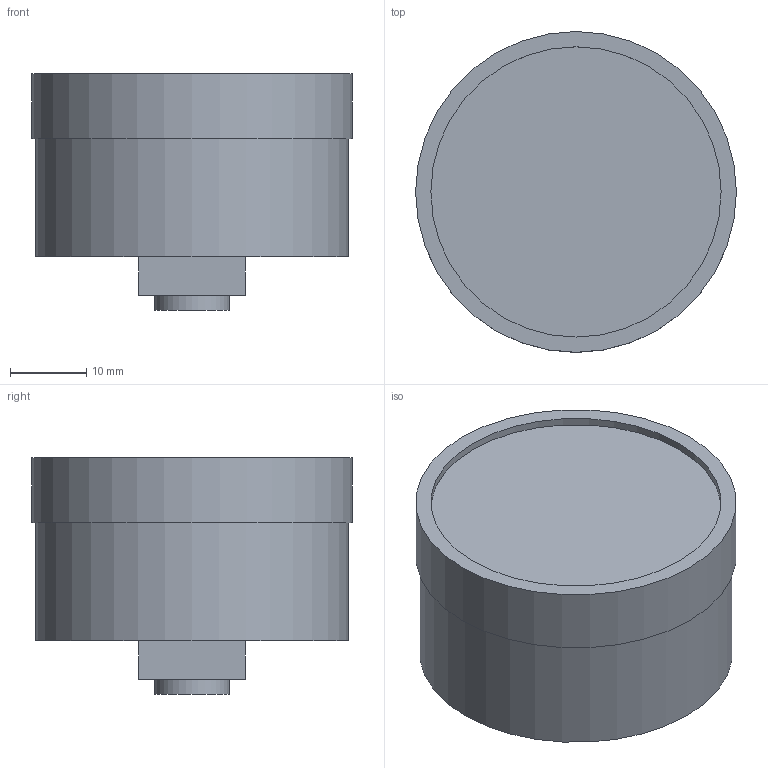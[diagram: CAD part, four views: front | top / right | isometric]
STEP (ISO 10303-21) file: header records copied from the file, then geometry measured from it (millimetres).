
FILE_DESCRIPTION(/* description */ (''),/* implementation_level */ '2;1');
FILE_NAME(/* name */ 'VV_B_xx_P01_rev00.stp',/* time_stamp */ '2015-10-26T09:43:23+01:00',/* author */ ('cad10'),/* organization */ (''),/* preprocessor_version */ 'ST-DEVELOPER v15.2',/* originating_system */ 'Autodesk Inventor 2014',/* authorisation */ '');
FILE_SCHEMA (('AUTOMOTIVE_DESIGN { 1 0 10303 214 3 1 1 }'));
Length unit declared in the file: millimetre
Products named in the file (1): VVA-B
Bounding box: 42 x 42 x 31 mm (x, y, z)
Volume: 32234.7 mm3; surface area: 6349.4 mm2
Topology: 1 solids, 1 shells, 14 faces, 24 edges, 16 vertices
Faces by surface type: plane 10, cylinder 4
Full cylindrical faces by diameter (mm): 9.728 x1, 38 x1, 41 x1, 42 x1
Entity records: 359 total; most frequent: DIRECTION 58, CARTESIAN_POINT 51, ORIENTED_EDGE 40, AXIS2_PLACEMENT_3D 23, EDGE_LOOP 22, EDGE_CURVE 20, VERTEX_POINT 16, ADVANCED_FACE 14
